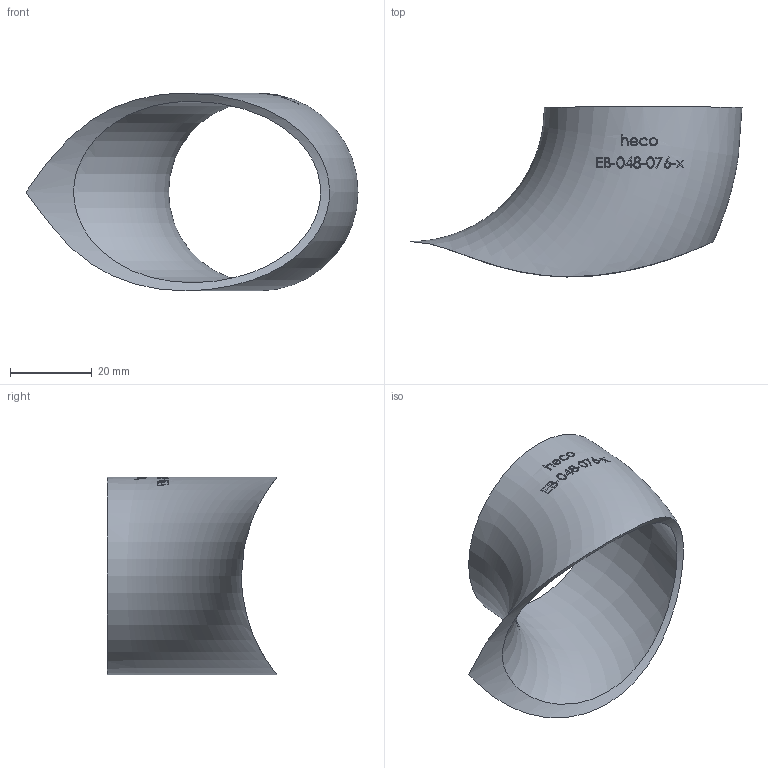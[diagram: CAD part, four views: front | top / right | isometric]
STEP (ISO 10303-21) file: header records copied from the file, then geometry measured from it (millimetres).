
FILE_DESCRIPTION (( 'STEP AP214' ), '1' );
FILE_NAME ('EB-048-076-x Einschweißbogen 1901.STEP', '2019-01-09T12:50:07', ( '' ), ( '' ), 'SwSTEP 2.0', 'SolidWorks 2016', '' );
FILE_SCHEMA (( 'AUTOMOTIVE_DESIGN' ));
Length unit declared in the file: millimetre
Products named in the file (1): EB-048-076-x Einschweißbogen 1901
Bounding box: 81.15 x 41.5 x 48.31 mm (x, y, z)
Volume: 12302.6 mm3; surface area: 13240.4 mm2
Topology: 1 solids, 1 shells, 198 faces, 518 edges, 346 vertices
Faces by surface type: bspline 88, plane 81, torus 28, cylinder 1
Entity records: 13549 total; most frequent: CARTESIAN_POINT 7445, ORIENTED_EDGE 1016, EDGE_CURVE 508, DIRECTION 394, VERTEX_POINT 340, B_SPLINE_CURVE_WITH_KNOTS 338, EDGE_LOOP 228, FACE_OUTER_BOUND 200
